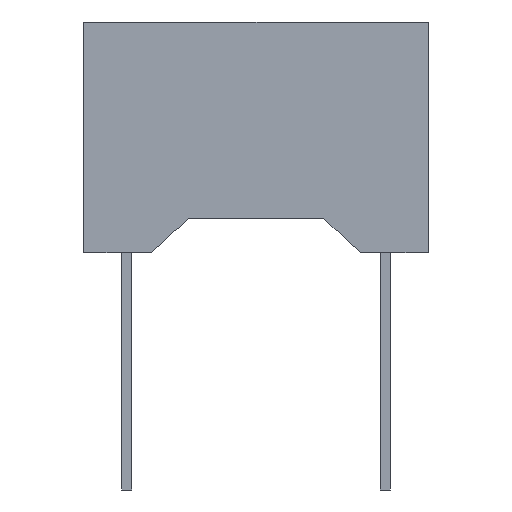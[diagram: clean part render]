
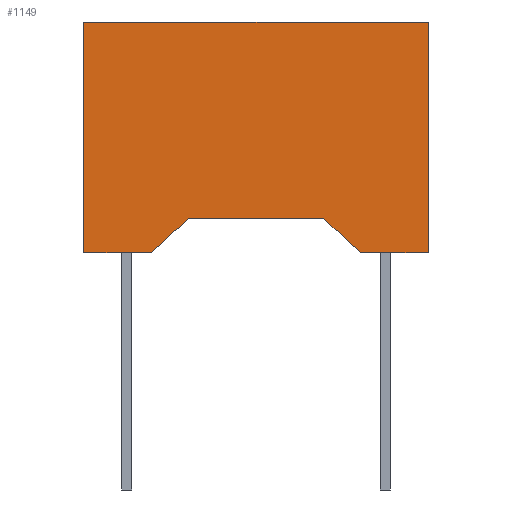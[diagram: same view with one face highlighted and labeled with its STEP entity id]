
A CAD part, left-side view. The second image highlights one B-rep face of the part: STEP entity #1149.
In plain terms, the highlighted planar face has unit normal (-1, 0, 0).
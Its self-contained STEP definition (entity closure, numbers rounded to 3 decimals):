
#11 = CARTESIAN_POINT ( 'NONE',  ( -12.7, 5.08, 0. ) ) ;
#46 = EDGE_CURVE ( 'NONE', #1832, #5031, #4475, .T. ) ;
#84 = DIRECTION ( 'NONE',  ( 1., 0., 0. ) ) ;
#118 = DIRECTION ( 'NONE',  ( 0., -1., 0. ) ) ;
#301 = VECTOR ( 'NONE', #4343, 1000. ) ;
#386 = VERTEX_POINT ( 'NONE', #1229 ) ;
#438 = DIRECTION ( 'NONE',  ( 0., -0.734, 0.679 ) ) ;
#559 = VERTEX_POINT ( 'NONE', #3527 ) ;
#708 = ORIENTED_EDGE ( 'NONE', *, *, #1107, .T. ) ;
#727 = ORIENTED_EDGE ( 'NONE', *, *, #1140, .F. ) ;
#737 = LINE ( 'NONE', #2727, #301 ) ;
#829 = VERTEX_POINT ( 'NONE', #2352 ) ;
#840 = LINE ( 'NONE', #4476, #4276 ) ;
#853 = LINE ( 'NONE', #2870, #4626 ) ;
#875 = CARTESIAN_POINT ( 'NONE',  ( -12.7, 2., 1. ) ) ;
#878 = EDGE_CURVE ( 'NONE', #559, #1832, #840, .T. ) ;
#907 = LINE ( 'NONE', #875, #2647 ) ;
#935 = CARTESIAN_POINT ( 'NONE',  ( -12.7, 2., 1. ) ) ;
#982 = DIRECTION ( 'NONE',  ( 0., 0., -1. ) ) ;
#1055 = VECTOR ( 'NONE', #1651, 1000. ) ;
#1087 = ORIENTED_EDGE ( 'NONE', *, *, #878, .T. ) ;
#1107 = EDGE_CURVE ( 'NONE', #1136, #559, #907, .T. ) ;
#1126 = CARTESIAN_POINT ( 'NONE',  ( -12.7, -5.08, 6.8 ) ) ;
#1136 = VERTEX_POINT ( 'NONE', #935 ) ;
#1140 = EDGE_CURVE ( 'NONE', #2603, #5031, #2145, .T. ) ;
#1149 = ADVANCED_FACE ( 'NONE', ( #3376 ), #5035, .F. ) ;
#1203 = CARTESIAN_POINT ( 'NONE',  ( -12.7, -3.08, 0. ) ) ;
#1218 = AXIS2_PLACEMENT_3D ( 'NONE', #4598, #84, #4192 ) ;
#1229 = CARTESIAN_POINT ( 'NONE',  ( -12.7, 5.08, 0. ) ) ;
#1465 = VECTOR ( 'NONE', #982, 1000. ) ;
#1559 = EDGE_CURVE ( 'NONE', #829, #2603, #737, .T. ) ;
#1651 = DIRECTION ( 'NONE',  ( 0., -1., 0. ) ) ;
#1832 = VERTEX_POINT ( 'NONE', #1203 ) ;
#1972 = ORIENTED_EDGE ( 'NONE', *, *, #3821, .T. ) ;
#2145 = LINE ( 'NONE', #4629, #1465 ) ;
#2173 = VECTOR ( 'NONE', #2294, 1000. ) ;
#2294 = DIRECTION ( 'NONE',  ( 0., 0., -1. ) ) ;
#2352 = CARTESIAN_POINT ( 'NONE',  ( -12.7, 5.08, 6.8 ) ) ;
#2467 = ORIENTED_EDGE ( 'NONE', *, *, #46, .T. ) ;
#2603 = VERTEX_POINT ( 'NONE', #1126 ) ;
#2640 = EDGE_LOOP ( 'NONE', ( #708, #1087, #2467, #727, #3786, #1972, #2729, #3009 ) ) ;
#2647 = VECTOR ( 'NONE', #118, 1000. ) ;
#2727 = CARTESIAN_POINT ( 'NONE',  ( -12.7, 5.08, 6.8 ) ) ;
#2729 = ORIENTED_EDGE ( 'NONE', *, *, #3868, .T. ) ;
#2870 = CARTESIAN_POINT ( 'NONE',  ( -12.7, 3.08, 0. ) ) ;
#3009 = ORIENTED_EDGE ( 'NONE', *, *, #3347, .T. ) ;
#3046 = CARTESIAN_POINT ( 'NONE',  ( -12.7, -5.08, 0. ) ) ;
#3177 = LINE ( 'NONE', #4374, #2173 ) ;
#3287 = DIRECTION ( 'NONE',  ( 0., -1., 0. ) ) ;
#3347 = EDGE_CURVE ( 'NONE', #3401, #1136, #853, .T. ) ;
#3376 = FACE_OUTER_BOUND ( 'NONE', #2640, .T. ) ;
#3401 = VERTEX_POINT ( 'NONE', #5201 ) ;
#3527 = CARTESIAN_POINT ( 'NONE',  ( -12.7, -2., 1. ) ) ;
#3704 = CARTESIAN_POINT ( 'NONE',  ( -12.7, 5.08, 0. ) ) ;
#3786 = ORIENTED_EDGE ( 'NONE', *, *, #1559, .F. ) ;
#3821 = EDGE_CURVE ( 'NONE', #829, #386, #3177, .T. ) ;
#3868 = EDGE_CURVE ( 'NONE', #386, #3401, #4865, .T. ) ;
#4192 = DIRECTION ( 'NONE',  ( 0., 0., -1. ) ) ;
#4276 = VECTOR ( 'NONE', #4887, 1000. ) ;
#4297 = VECTOR ( 'NONE', #3287, 1000. ) ;
#4343 = DIRECTION ( 'NONE',  ( 0., -1., 0. ) ) ;
#4374 = CARTESIAN_POINT ( 'NONE',  ( -12.7, 5.08, 34.157 ) ) ;
#4475 = LINE ( 'NONE', #11, #1055 ) ;
#4476 = CARTESIAN_POINT ( 'NONE',  ( -12.7, -2., 1. ) ) ;
#4598 = CARTESIAN_POINT ( 'NONE',  ( -12.7, 5.08, 34.157 ) ) ;
#4626 = VECTOR ( 'NONE', #438, 1000. ) ;
#4629 = CARTESIAN_POINT ( 'NONE',  ( -12.7, -5.08, 34.157 ) ) ;
#4865 = LINE ( 'NONE', #3704, #4297 ) ;
#4887 = DIRECTION ( 'NONE',  ( 0., -0.734, -0.679 ) ) ;
#5031 = VERTEX_POINT ( 'NONE', #3046 ) ;
#5035 = PLANE ( 'NONE',  #1218 ) ;
#5201 = CARTESIAN_POINT ( 'NONE',  ( -12.7, 3.08, 0. ) ) ;
